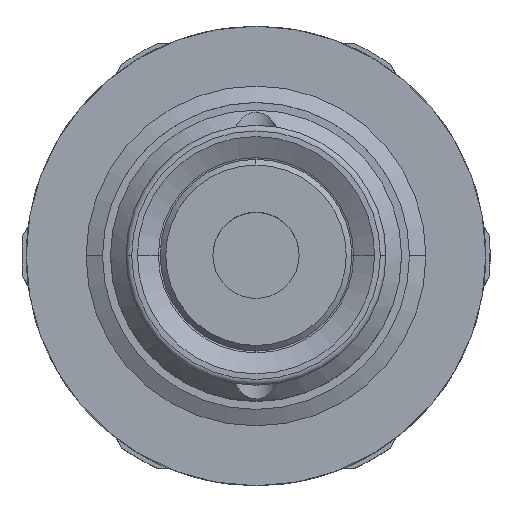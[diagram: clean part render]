
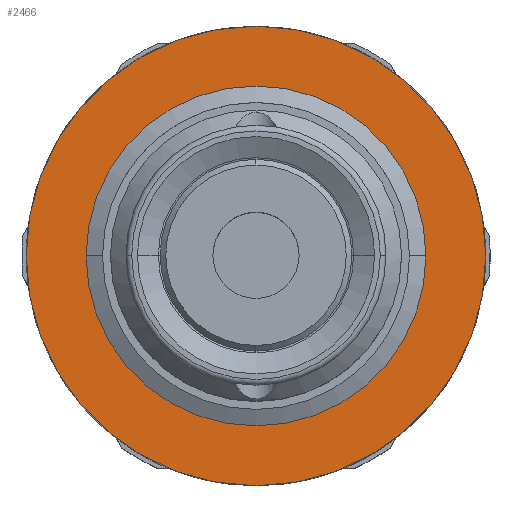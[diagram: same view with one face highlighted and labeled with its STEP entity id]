
A CAD part, top view. The second image highlights one B-rep face of the part: STEP entity #2466.
In plain terms, the highlighted planar face has unit normal (0, 0, 1).
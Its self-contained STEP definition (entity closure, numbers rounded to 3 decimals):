
#612=CARTESIAN_POINT('',(0.,0.,-18.218));
#613=DIRECTION('',(0.,0.,1.));
#614=DIRECTION('',(0.,1.,0.));
#615=AXIS2_PLACEMENT_3D('',#612,#613,#614);
#617=CARTESIAN_POINT('',(0.,0.,-18.218));
#618=DIRECTION('',(0.,0.,-1.));
#619=DIRECTION('',(0.,1.,0.));
#620=AXIS2_PLACEMENT_3D('',#617,#618,#619);
#622=CARTESIAN_POINT('',(0.,0.,-18.218));
#623=DIRECTION('',(0.,0.,1.));
#624=DIRECTION('',(-1.,0.,0.));
#625=AXIS2_PLACEMENT_3D('',#622,#623,#624);
#627=CARTESIAN_POINT('',(0.,0.,-18.218));
#628=DIRECTION('',(0.,0.,1.));
#629=DIRECTION('',(1.,0.,0.));
#630=AXIS2_PLACEMENT_3D('',#627,#628,#629);
#1878=CARTESIAN_POINT('',(0.,10.285,-18.218));
#1880=VERTEX_POINT('',#1878);
#1882=CARTESIAN_POINT('',(0.,-10.285,-18.218));
#1884=VERTEX_POINT('',#1882);
#1917=CARTESIAN_POINT('',(-7.605,0.,-18.218));
#1918=CARTESIAN_POINT('',(7.605,0.,-18.218));
#1919=VERTEX_POINT('',#1917);
#1920=VERTEX_POINT('',#1918);
#2450=CARTESIAN_POINT('',(0.,0.,-18.218));
#2451=DIRECTION('',(0.,0.,1.));
#2452=DIRECTION('',(0.,1.,0.));
#2453=AXIS2_PLACEMENT_3D('',#2450,#2451,#2452);
#2454=PLANE('',#2453);
#2456=ORIENTED_EDGE('',*,*,#2455,.F.);
#2458=ORIENTED_EDGE('',*,*,#2457,.T.);
#2459=EDGE_LOOP('',(#2456,#2458));
#2460=FACE_OUTER_BOUND('',#2459,.F.);
#2462=ORIENTED_EDGE('',*,*,#2461,.T.);
#2463=ORIENTED_EDGE('',*,*,#2433,.T.);
#2464=EDGE_LOOP('',(#2462,#2463));
#2465=FACE_BOUND('',#2464,.F.);
#2466=ADVANCED_FACE('',(#2460,#2465),#2454,.T.);
#616=CIRCLE('',#615,10.285);
#621=CIRCLE('',#620,10.285);
#626=CIRCLE('',#625,7.605);
#631=CIRCLE('',#630,7.605);
#2433=EDGE_CURVE('',#1920,#1919,#631,.T.);
#2455=EDGE_CURVE('',#1880,#1884,#616,.T.);
#2457=EDGE_CURVE('',#1880,#1884,#621,.T.);
#2461=EDGE_CURVE('',#1919,#1920,#626,.T.);
